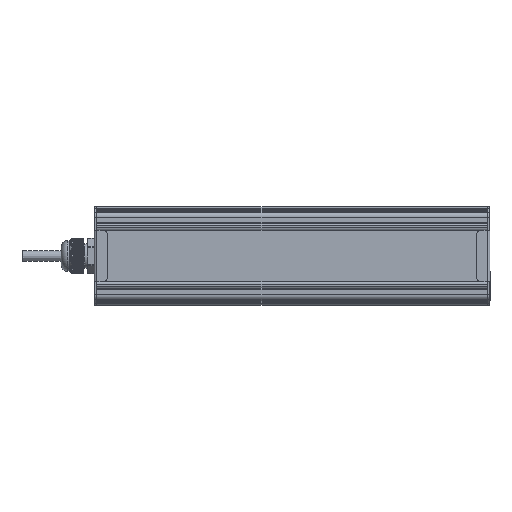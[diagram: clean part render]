
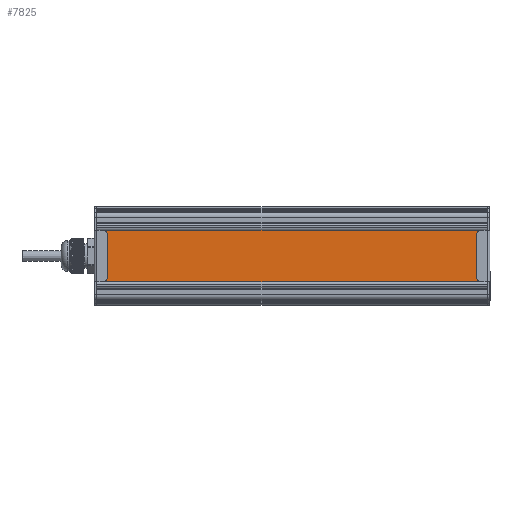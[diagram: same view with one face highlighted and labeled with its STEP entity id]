
A CAD part, front view. The second image highlights one B-rep face of the part: STEP entity #7825.
In plain terms, the highlighted face is planar.
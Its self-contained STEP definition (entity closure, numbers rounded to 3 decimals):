
#7825=ADVANCED_FACE('',(#17468),#17470,.T.);
#17468=FACE_BOUND('',#17469,.T.);
#17469=EDGE_LOOP('',(#42491,#42492,#42493,#42494));
#17470=PLANE('',#17471);
#17471=AXIS2_PLACEMENT_3D('',#17472,#17473,#17474);
#17472=CARTESIAN_POINT('',(627.365,88.78,118.419));
#17473=DIRECTION('',(0.,0.,-1.));
#17474=DIRECTION('',(0.,-1.,0.));
#42491=ORIENTED_EDGE('',*,*,#48056,.T.);
#42492=ORIENTED_EDGE('',*,*,#48057,.T.);
#42493=ORIENTED_EDGE('',*,*,#48058,.F.);
#42494=ORIENTED_EDGE('',*,*,#48054,.F.);
#48054=EDGE_CURVE('',#53135,#53137,#53138,.T.);
#48056=EDGE_CURVE('',#53135,#53140,#53141,.F.);
#48057=EDGE_CURVE('',#53140,#53142,#53143,.T.);
#48058=EDGE_CURVE('',#53137,#53142,#53144,.T.);
#53135=VERTEX_POINT('',#69979);
#53137=VERTEX_POINT('',#69983);
#53138=LINE('',#69984,#69985);
#53140=VERTEX_POINT('',#69990);
#53141=LINE('',#69991,#69992);
#53142=VERTEX_POINT('',#69994);
#53143=LINE('',#69995,#69996);
#53144=LINE('',#69998,#69999);
#69979=CARTESIAN_POINT('',(329.365,88.78,118.419));
#69983=CARTESIAN_POINT('',(31.365,88.78,118.419));
#69984=CARTESIAN_POINT('',(329.365,88.78,118.419));
#69985=VECTOR('',#69986,1.);
#69986=DIRECTION('',(-1.,0.,0.));
#69990=CARTESIAN_POINT('',(329.365,37.371,118.419));
#69991=CARTESIAN_POINT('',(329.365,37.371,118.419));
#69992=VECTOR('',#69993,1.);
#69993=DIRECTION('',(0.,1.,0.));
#69994=CARTESIAN_POINT('',(31.365,37.371,118.419));
#69995=CARTESIAN_POINT('',(329.365,37.371,118.419));
#69996=VECTOR('',#69997,1.);
#69997=DIRECTION('',(-1.,0.,0.));
#69998=CARTESIAN_POINT('',(31.365,88.78,118.419));
#69999=VECTOR('',#70000,1.);
#70000=DIRECTION('',(0.,-1.,0.));
